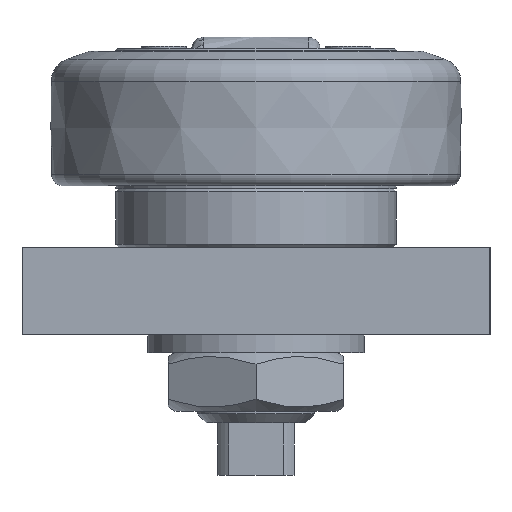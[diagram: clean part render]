
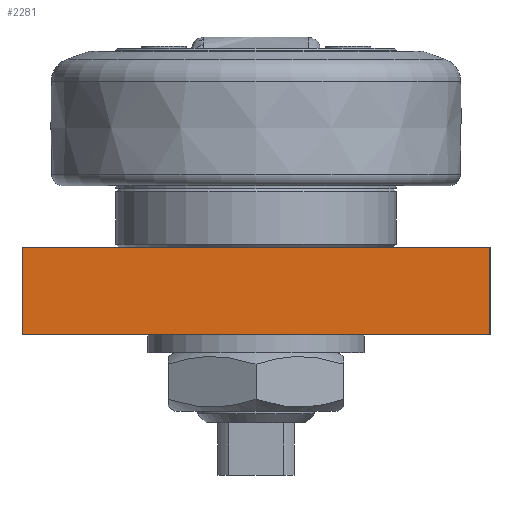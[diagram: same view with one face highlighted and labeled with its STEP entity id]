
A CAD part, left-side view. The second image highlights one B-rep face of the part: STEP entity #2281.
In plain terms, the highlighted planar face has unit normal (-1, 0, 0).
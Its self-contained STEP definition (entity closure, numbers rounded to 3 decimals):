
#309=FACE_OUTER_BOUND('',#452,.T.);
#452=EDGE_LOOP('',(#1744,#1745,#1746,#1747));
#651=LINE('',#3692,#831);
#652=LINE('',#3695,#832);
#653=LINE('',#3697,#833);
#654=LINE('',#3698,#834);
#831=VECTOR('',#2932,10.);
#832=VECTOR('',#2935,10.);
#833=VECTOR('',#2936,10.);
#834=VECTOR('',#2937,10.);
#1020=VERTEX_POINT('',#3685);
#1023=VERTEX_POINT('',#3690);
#1024=VERTEX_POINT('',#3694);
#1025=VERTEX_POINT('',#3696);
#1292=EDGE_CURVE('',#1023,#1020,#651,.T.);
#1293=EDGE_CURVE('',#1024,#1020,#652,.T.);
#1294=EDGE_CURVE('',#1025,#1023,#653,.T.);
#1295=EDGE_CURVE('',#1025,#1024,#654,.T.);
#1744=ORIENTED_EDGE('',*,*,#1293,.T.);
#1745=ORIENTED_EDGE('',*,*,#1292,.F.);
#1746=ORIENTED_EDGE('',*,*,#1294,.F.);
#1747=ORIENTED_EDGE('',*,*,#1295,.T.);
#2179=PLANE('',#2483);
#2281=ADVANCED_FACE('',(#309),#2179,.T.);
#2483=AXIS2_PLACEMENT_3D('',#3693,#2933,#2934);
#2932=DIRECTION('',(0.,0.,-1.));
#2933=DIRECTION('center_axis',(-1.,0.,0.));
#2934=DIRECTION('ref_axis',(0.,0.,1.));
#2935=DIRECTION('',(0.,-1.,0.));
#2936=DIRECTION('',(0.,-1.,0.));
#2937=DIRECTION('',(0.,0.,-1.));
#3685=CARTESIAN_POINT('',(-98.645,-44.897,-22.315));
#3690=CARTESIAN_POINT('',(-98.645,-44.897,-7.315));
#3692=CARTESIAN_POINT('',(-98.645,-44.897,-7.315));
#3693=CARTESIAN_POINT('Origin',(-98.645,35.103,-7.315));
#3694=CARTESIAN_POINT('',(-98.645,35.103,-22.315));
#3695=CARTESIAN_POINT('',(-98.645,35.103,-22.315));
#3696=CARTESIAN_POINT('',(-98.645,35.103,-7.315));
#3697=CARTESIAN_POINT('',(-98.645,35.103,-7.315));
#3698=CARTESIAN_POINT('',(-98.645,35.103,-7.315));
